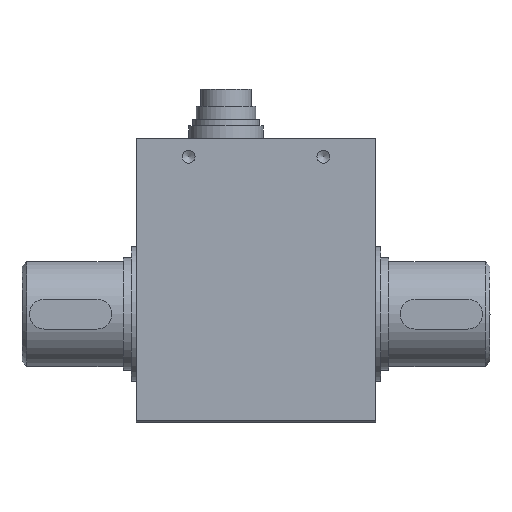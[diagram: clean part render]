
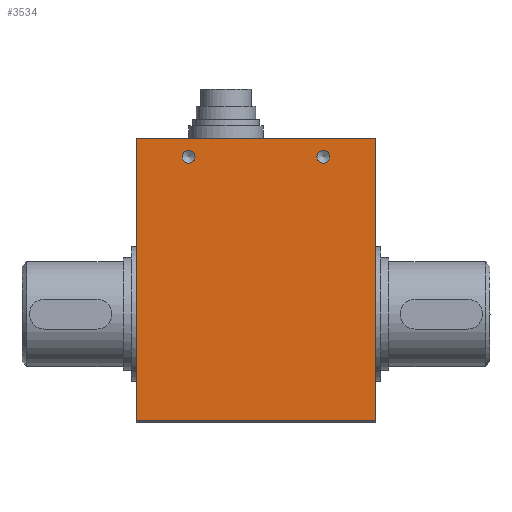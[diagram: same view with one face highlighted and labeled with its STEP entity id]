
A CAD part, front view. The second image highlights one B-rep face of the part: STEP entity #3534.
In plain terms, the highlighted face is planar.
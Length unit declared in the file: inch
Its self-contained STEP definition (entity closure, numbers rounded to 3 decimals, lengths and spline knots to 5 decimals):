
#722=CARTESIAN_POINT('',(1.1035,1.53346,1.58791));
#723=VERTEX_POINT('',#722);
#724=CARTESIAN_POINT('',(1.1035,1.53346,1.65528));
#725=DIRECTION('',(0.0,-1.0,0.0));
#726=DIRECTION('',(0.0,0.0,1.0));
#727=AXIS2_PLACEMENT_3D('',#724,#725,#726);
#728=CIRCLE('',#727,0.06736);
#729=EDGE_CURVE('',#723,#723,#728,.T.);
#907=CARTESIAN_POINT('',(-0.31382,1.53346,1.58791));
#908=VERTEX_POINT('',#907);
#909=CARTESIAN_POINT('',(-0.31382,1.53346,1.65528));
#910=DIRECTION('',(0.0,-1.0,0.0));
#911=DIRECTION('',(0.0,0.0,1.0));
#912=AXIS2_PLACEMENT_3D('',#909,#910,#911);
#913=CIRCLE('',#912,0.06736);
#914=EDGE_CURVE('',#908,#908,#913,.T.);
#3308=CARTESIAN_POINT('',(1.65469,1.53346,-1.12));
#3309=VERTEX_POINT('',#3308);
#3318=CARTESIAN_POINT('',(1.65469,1.53346,1.85213));
#3319=VERTEX_POINT('',#3318);
#3320=CARTESIAN_POINT('',(1.65469,1.53346,1.85213));
#3321=DIRECTION('',(0.0,0.0,-1.0));
#3322=VECTOR('',#3321,2.97213);
#3323=LINE('',#3320,#3322);
#3324=EDGE_CURVE('',#3319,#3309,#3323,.T.);
#3470=CARTESIAN_POINT('',(-0.865,1.53346,-1.12));
#3471=VERTEX_POINT('',#3470);
#3481=CARTESIAN_POINT('',(-0.865,1.53346,1.85213));
#3482=VERTEX_POINT('',#3481);
#3489=CARTESIAN_POINT('',(-0.865,1.53346,1.85213));
#3490=DIRECTION('',(0.0,0.0,-1.0));
#3491=VECTOR('',#3490,2.97213);
#3492=LINE('',#3489,#3491);
#3493=EDGE_CURVE('',#3482,#3471,#3492,.T.);
#3507=CARTESIAN_POINT('',(-0.865,1.53346,1.37969));
#3508=DIRECTION('',(0.0,1.0,0.0));
#3509=DIRECTION('',(0.0,0.0,1.0));
#3510=AXIS2_PLACEMENT_3D('',#3507,#3508,#3509);
#3511=PLANE('',#3510);
#3512=CARTESIAN_POINT('',(-0.865,1.53346,-1.12));
#3513=DIRECTION('',(1.0,0.0,0.0));
#3514=VECTOR('',#3513,2.51969);
#3515=LINE('',#3512,#3514);
#3516=EDGE_CURVE('',#3471,#3309,#3515,.T.);
#3517=ORIENTED_EDGE('',*,*,#3516,.F.);
#3518=ORIENTED_EDGE('',*,*,#3493,.F.);
#3519=CARTESIAN_POINT('',(-0.865,1.53346,1.85213));
#3520=DIRECTION('',(1.0,0.0,0.0));
#3521=VECTOR('',#3520,2.51969);
#3522=LINE('',#3519,#3521);
#3523=EDGE_CURVE('',#3482,#3319,#3522,.T.);
#3524=ORIENTED_EDGE('',*,*,#3523,.T.);
#3525=ORIENTED_EDGE('',*,*,#3324,.T.);
#3526=EDGE_LOOP('',(#3517,#3518,#3524,#3525));
#3527=FACE_OUTER_BOUND('',#3526,.T.);
#3528=ORIENTED_EDGE('',*,*,#914,.T.);
#3529=EDGE_LOOP('',(#3528));
#3530=FACE_BOUND('',#3529,.T.);
#3531=ORIENTED_EDGE('',*,*,#729,.T.);
#3532=EDGE_LOOP('',(#3531));
#3533=FACE_BOUND('',#3532,.T.);
#3534=ADVANCED_FACE('',(#3527,#3530,#3533),#3511,.T.);
